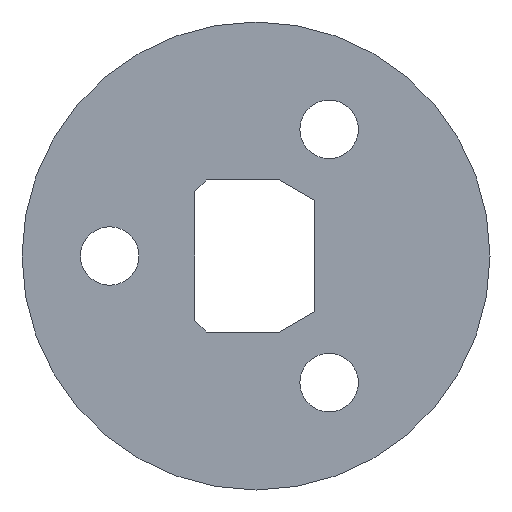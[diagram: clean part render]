
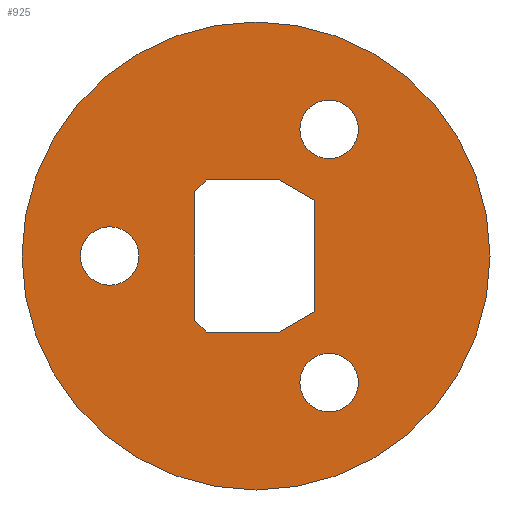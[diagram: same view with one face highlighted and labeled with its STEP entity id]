
A CAD part, front view. The second image highlights one B-rep face of the part: STEP entity #925.
In plain terms, the highlighted planar face has unit normal (0, -1, 0).
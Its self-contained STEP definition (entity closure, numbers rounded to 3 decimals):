
#2 = CARTESIAN_POINT ( 'NONE',  ( -25., -2.5, 0. ) ) ;
#3 = ORIENTED_EDGE ( 'NONE', *, *, #612, .T. ) ;
#4 = AXIS2_PLACEMENT_3D ( 'NONE', #364, #680, #280 ) ;
#10 = LINE ( 'NONE', #314, #732 ) ;
#20 = CARTESIAN_POINT ( 'NONE',  ( 12.5, -2.5, -21.651 ) ) ;
#21 = VERTEX_POINT ( 'NONE', #947 ) ;
#26 = ORIENTED_EDGE ( 'NONE', *, *, #495, .F. ) ;
#27 = DIRECTION ( 'NONE',  ( -0.864, 0., 0.504 ) ) ;
#31 = ORIENTED_EDGE ( 'NONE', *, *, #864, .F. ) ;
#32 = CARTESIAN_POINT ( 'NONE',  ( 10., -2.5, -9.5 ) ) ;
#34 = CARTESIAN_POINT ( 'NONE',  ( 4., -2.5, -13. ) ) ;
#47 = AXIS2_PLACEMENT_3D ( 'NONE', #876, #1023, #286 ) ;
#52 = VERTEX_POINT ( 'NONE', #418 ) ;
#55 = CARTESIAN_POINT ( 'NONE',  ( -8.5, -2.5, -13. ) ) ;
#76 = FACE_BOUND ( 'NONE', #718, .T. ) ;
#82 = CARTESIAN_POINT ( 'NONE',  ( 0., -2.5, 40. ) ) ;
#87 = LINE ( 'NONE', #710, #697 ) ;
#90 = VERTEX_POINT ( 'NONE', #302 ) ;
#91 = DIRECTION ( 'NONE',  ( 0., 0., -1. ) ) ;
#100 = CARTESIAN_POINT ( 'NONE',  ( 0., -2.5, 0. ) ) ;
#103 = LINE ( 'NONE', #435, #139 ) ;
#108 = ORIENTED_EDGE ( 'NONE', *, *, #296, .F. ) ;
#115 = CARTESIAN_POINT ( 'NONE',  ( 12.5, -2.5, 16.651 ) ) ;
#125 = DIRECTION ( 'NONE',  ( 1., 0., 0. ) ) ;
#129 = EDGE_CURVE ( 'NONE', #267, #52, #654, .T. ) ;
#131 = CARTESIAN_POINT ( 'NONE',  ( -25., -2.5, -5. ) ) ;
#139 = VECTOR ( 'NONE', #27, 1000. ) ;
#150 = AXIS2_PLACEMENT_3D ( 'NONE', #100, #507, #830 ) ;
#152 = EDGE_CURVE ( 'NONE', #52, #267, #241, .T. ) ;
#166 = DIRECTION ( 'NONE',  ( 0.864, 0., 0.504 ) ) ;
#170 = FACE_BOUND ( 'NONE', #1002, .T. ) ;
#174 = DIRECTION ( 'NONE',  ( 0., -1., 0. ) ) ;
#205 = ORIENTED_EDGE ( 'NONE', *, *, #129, .F. ) ;
#206 = DIRECTION ( 'NONE',  ( 0., -1., 0. ) ) ;
#218 = CARTESIAN_POINT ( 'NONE',  ( -10.5, -2.5, 13. ) ) ;
#230 = PLANE ( 'NONE',  #515 ) ;
#241 = CIRCLE ( 'NONE', #323, 5. ) ;
#243 = FACE_BOUND ( 'NONE', #559, .T. ) ;
#262 = CARTESIAN_POINT ( 'NONE',  ( 12.5, -2.5, -16.651 ) ) ;
#263 = CARTESIAN_POINT ( 'NONE',  ( 12.5, -2.5, 21.651 ) ) ;
#267 = VERTEX_POINT ( 'NONE', #115 ) ;
#277 = DIRECTION ( 'NONE',  ( 0., 0., -1. ) ) ;
#280 = DIRECTION ( 'NONE',  ( 0., 0., -1. ) ) ;
#286 = DIRECTION ( 'NONE',  ( 0., 0., -1. ) ) ;
#294 = VERTEX_POINT ( 'NONE', #32 ) ;
#296 = EDGE_CURVE ( 'NONE', #468, #512, #442, .T. ) ;
#302 = CARTESIAN_POINT ( 'NONE',  ( -25., -2.5, 5. ) ) ;
#303 = DIRECTION ( 'NONE',  ( 0., 0., 1. ) ) ;
#311 = ORIENTED_EDGE ( 'NONE', *, *, #671, .F. ) ;
#314 = CARTESIAN_POINT ( 'NONE',  ( 10., -2.5, -9.5 ) ) ;
#318 = DIRECTION ( 'NONE',  ( 0., -1., 0. ) ) ;
#323 = AXIS2_PLACEMENT_3D ( 'NONE', #986, #968, #505 ) ;
#333 = EDGE_CURVE ( 'NONE', #689, #896, #466, .T. ) ;
#341 = VERTEX_POINT ( 'NONE', #262 ) ;
#360 = CARTESIAN_POINT ( 'NONE',  ( -10.5, -2.5, -13. ) ) ;
#364 = CARTESIAN_POINT ( 'NONE',  ( 0., -2.5, 0. ) ) ;
#373 = EDGE_LOOP ( 'NONE', ( #3, #596 ) ) ;
#376 = VECTOR ( 'NONE', #840, 1000. ) ;
#381 = EDGE_CURVE ( 'NONE', #90, #788, #1006, .T. ) ;
#382 = DIRECTION ( 'NONE',  ( 0.707, 0., 0.707 ) ) ;
#398 = EDGE_CURVE ( 'NONE', #831, #21, #103, .T. ) ;
#399 = CARTESIAN_POINT ( 'NONE',  ( 0., -2.5, 0. ) ) ;
#401 = CARTESIAN_POINT ( 'NONE',  ( -8.5, -2.5, 13. ) ) ;
#403 = FACE_OUTER_BOUND ( 'NONE', #373, .T. ) ;
#406 = LINE ( 'NONE', #921, #906 ) ;
#407 = ORIENTED_EDGE ( 'NONE', *, *, #398, .F. ) ;
#414 = AXIS2_PLACEMENT_3D ( 'NONE', #832, #206, #277 ) ;
#415 = EDGE_CURVE ( 'NONE', #798, #708, #597, .T. ) ;
#418 = CARTESIAN_POINT ( 'NONE',  ( 12.5, -2.5, 26.651 ) ) ;
#429 = AXIS2_PLACEMENT_3D ( 'NONE', #2, #955, #485 ) ;
#435 = CARTESIAN_POINT ( 'NONE',  ( 4., -2.5, 13. ) ) ;
#436 = AXIS2_PLACEMENT_3D ( 'NONE', #263, #174, #91 ) ;
#442 = LINE ( 'NONE', #360, #376 ) ;
#466 = CIRCLE ( 'NONE', #4, 40. ) ;
#468 = VERTEX_POINT ( 'NONE', #948 ) ;
#479 = ORIENTED_EDGE ( 'NONE', *, *, #820, .T. ) ;
#485 = DIRECTION ( 'NONE',  ( 0., 0., -1. ) ) ;
#494 = DIRECTION ( 'NONE',  ( 0., 0., -1. ) ) ;
#495 = EDGE_CURVE ( 'NONE', #708, #294, #10, .T. ) ;
#505 = DIRECTION ( 'NONE',  ( 0., 0., -1. ) ) ;
#507 = DIRECTION ( 'NONE',  ( 0., -1., 0. ) ) ;
#512 = VERTEX_POINT ( 'NONE', #971 ) ;
#515 = AXIS2_PLACEMENT_3D ( 'NONE', #399, #318, #494 ) ;
#536 = CARTESIAN_POINT ( 'NONE',  ( -8.5, -2.5, 13. ) ) ;
#559 = EDGE_LOOP ( 'NONE', ( #845, #877 ) ) ;
#577 = ORIENTED_EDGE ( 'NONE', *, *, #415, .F. ) ;
#582 = VERTEX_POINT ( 'NONE', #401 ) ;
#596 = ORIENTED_EDGE ( 'NONE', *, *, #333, .T. ) ;
#597 = LINE ( 'NONE', #918, #604 ) ;
#598 = CIRCLE ( 'NONE', #883, 5. ) ;
#604 = VECTOR ( 'NONE', #125, 1000. ) ;
#608 = EDGE_CURVE ( 'NONE', #798, #512, #406, .T. ) ;
#609 = CARTESIAN_POINT ( 'NONE',  ( 12.5, -2.5, -26.651 ) ) ;
#612 = EDGE_CURVE ( 'NONE', #896, #689, #915, .T. ) ;
#615 = VERTEX_POINT ( 'NONE', #609 ) ;
#617 = VECTOR ( 'NONE', #1018, 1000. ) ;
#626 = ORIENTED_EDGE ( 'NONE', *, *, #608, .T. ) ;
#647 = CIRCLE ( 'NONE', #429, 5. ) ;
#654 = CIRCLE ( 'NONE', #436, 5. ) ;
#671 = EDGE_CURVE ( 'NONE', #615, #341, #598, .T. ) ;
#680 = DIRECTION ( 'NONE',  ( 0., -1., 0. ) ) ;
#689 = VERTEX_POINT ( 'NONE', #768 ) ;
#694 = ORIENTED_EDGE ( 'NONE', *, *, #872, .F. ) ;
#697 = VECTOR ( 'NONE', #303, 1000. ) ;
#702 = LINE ( 'NONE', #536, #868 ) ;
#708 = VERTEX_POINT ( 'NONE', #34 ) ;
#710 = CARTESIAN_POINT ( 'NONE',  ( 10., -2.5, 9.5 ) ) ;
#718 = EDGE_LOOP ( 'NONE', ( #880, #26, #577, #626, #108, #479, #31, #407 ) ) ;
#724 = FACE_BOUND ( 'NONE', #1010, .T. ) ;
#732 = VECTOR ( 'NONE', #166, 1000. ) ;
#735 = ORIENTED_EDGE ( 'NONE', *, *, #152, .F. ) ;
#743 = CIRCLE ( 'NONE', #47, 5. ) ;
#768 = CARTESIAN_POINT ( 'NONE',  ( 0., -2.5, -40. ) ) ;
#788 = VERTEX_POINT ( 'NONE', #131 ) ;
#798 = VERTEX_POINT ( 'NONE', #55 ) ;
#820 = EDGE_CURVE ( 'NONE', #468, #582, #702, .T. ) ;
#830 = DIRECTION ( 'NONE',  ( 0., 0., -1. ) ) ;
#831 = VERTEX_POINT ( 'NONE', #1027 ) ;
#832 = CARTESIAN_POINT ( 'NONE',  ( -25., -2.5, 0. ) ) ;
#840 = DIRECTION ( 'NONE',  ( 0., 0., -1. ) ) ;
#845 = ORIENTED_EDGE ( 'NONE', *, *, #930, .F. ) ;
#855 = LINE ( 'NONE', #218, #617 ) ;
#864 = EDGE_CURVE ( 'NONE', #21, #582, #855, .T. ) ;
#868 = VECTOR ( 'NONE', #382, 1000. ) ;
#872 = EDGE_CURVE ( 'NONE', #341, #615, #743, .T. ) ;
#876 = CARTESIAN_POINT ( 'NONE',  ( 12.5, -2.5, -21.651 ) ) ;
#877 = ORIENTED_EDGE ( 'NONE', *, *, #381, .F. ) ;
#880 = ORIENTED_EDGE ( 'NONE', *, *, #994, .F. ) ;
#883 = AXIS2_PLACEMENT_3D ( 'NONE', #20, #909, #1001 ) ;
#896 = VERTEX_POINT ( 'NONE', #82 ) ;
#906 = VECTOR ( 'NONE', #927, 1000. ) ;
#909 = DIRECTION ( 'NONE',  ( 0., -1., 0. ) ) ;
#915 = CIRCLE ( 'NONE', #150, 40. ) ;
#918 = CARTESIAN_POINT ( 'NONE',  ( 4., -2.5, -13. ) ) ;
#921 = CARTESIAN_POINT ( 'NONE',  ( -10.5, -2.5, -11. ) ) ;
#925 = ADVANCED_FACE ( 'NONE', ( #76, #243, #724, #170, #403 ), #230, .T. ) ;
#927 = DIRECTION ( 'NONE',  ( -0.707, 0., 0.707 ) ) ;
#930 = EDGE_CURVE ( 'NONE', #788, #90, #647, .T. ) ;
#947 = CARTESIAN_POINT ( 'NONE',  ( 4., -2.5, 13. ) ) ;
#948 = CARTESIAN_POINT ( 'NONE',  ( -10.5, -2.5, 11. ) ) ;
#955 = DIRECTION ( 'NONE',  ( 0., -1., 0. ) ) ;
#968 = DIRECTION ( 'NONE',  ( 0., -1., 0. ) ) ;
#971 = CARTESIAN_POINT ( 'NONE',  ( -10.5, -2.5, -11. ) ) ;
#986 = CARTESIAN_POINT ( 'NONE',  ( 12.5, -2.5, 21.651 ) ) ;
#994 = EDGE_CURVE ( 'NONE', #294, #831, #87, .T. ) ;
#1001 = DIRECTION ( 'NONE',  ( 0., 0., -1. ) ) ;
#1002 = EDGE_LOOP ( 'NONE', ( #205, #735 ) ) ;
#1006 = CIRCLE ( 'NONE', #414, 5. ) ;
#1010 = EDGE_LOOP ( 'NONE', ( #311, #694 ) ) ;
#1018 = DIRECTION ( 'NONE',  ( -1., 0., 0. ) ) ;
#1023 = DIRECTION ( 'NONE',  ( 0., -1., 0. ) ) ;
#1027 = CARTESIAN_POINT ( 'NONE',  ( 10., -2.5, 9.5 ) ) ;
